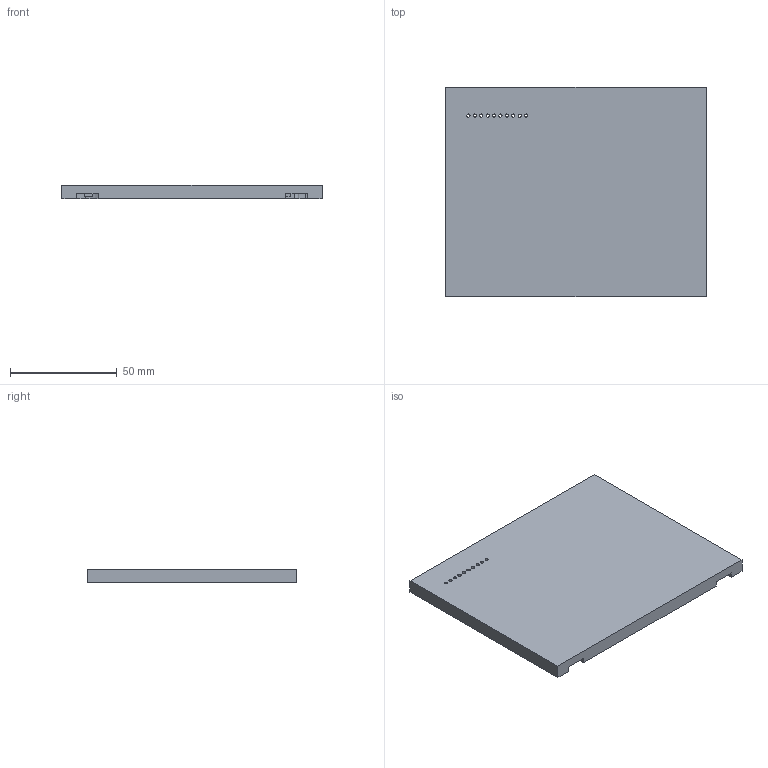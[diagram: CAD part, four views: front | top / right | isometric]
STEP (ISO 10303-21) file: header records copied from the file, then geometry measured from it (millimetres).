
FILE_DESCRIPTION(/* description */ (''),/* implementation_level */ '2;1');
FILE_NAME(/* name */ 'TopShield.step',/* time_stamp */ '2020-09-27T10:41:54+02:00',/* author */ (''),/* organization */ (''),/* preprocessor_version */ 'ST-DEVELOPER v18.1',/* originating_system */ 'Autodesk Translation Framework v9.3.0.1241',/* authorisation */ '');
FILE_SCHEMA (('AUTOMOTIVE_DESIGN { 1 0 10303 214 3 1 1 }'));
Length unit declared in the file: millimetre
Products named in the file (1): TopShield
Bounding box: 122 x 98 x 6.5 mm (x, y, z)
Volume: 44792.3 mm3; surface area: 32072.9 mm2
Topology: 1 solids, 1 shells, 279 faces, 745 edges, 496 vertices
Faces by surface type: plane 161, cylinder 116, bspline 2
Full cylindrical faces by diameter (mm): 1.5 x10, 2.529 x21
Entity records: 8862 total; most frequent: CARTESIAN_POINT 1595, DIRECTION 1529, ORIENTED_EDGE 1490, EDGE_CURVE 745, AXIS2_PLACEMENT_3D 510, LINE 509, VECTOR 509, VERTEX_POINT 496
